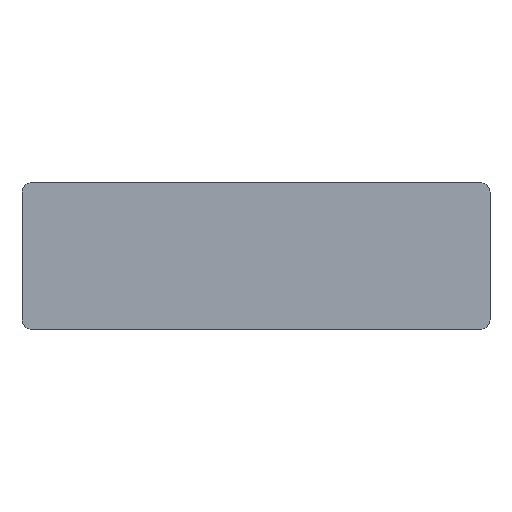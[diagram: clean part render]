
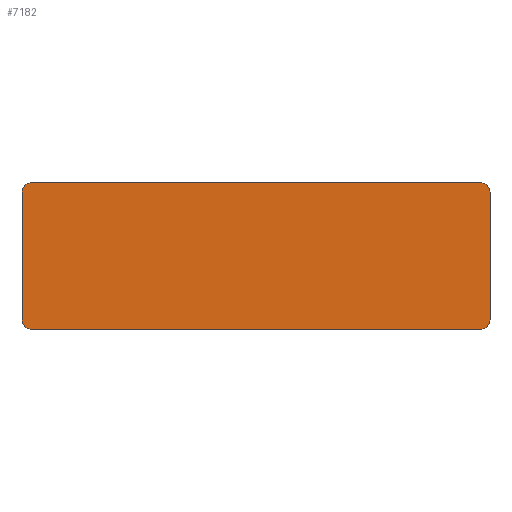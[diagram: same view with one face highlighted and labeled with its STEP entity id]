
A CAD part, front view. The second image highlights one B-rep face of the part: STEP entity #7182.
In plain terms, the highlighted planar face has unit normal (0, -1, 0).
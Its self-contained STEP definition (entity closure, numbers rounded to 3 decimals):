
#2=CARTESIAN_POINT('',(33.5,-22.,-9.5));
#3=DIRECTION('',(0.,1.,0.));
#4=DIRECTION('',(1.,0.,0.));
#5=AXIS2_PLACEMENT_3D('',#2,#3,#4);
#7=DIRECTION('',(1.,0.,0.));
#8=VECTOR('',#7,67.);
#9=CARTESIAN_POINT('',(-33.5,-22.,-11.));
#10=LINE('',#9,#8);
#11=CARTESIAN_POINT('',(-33.5,-22.,-9.5));
#12=DIRECTION('',(0.,-1.,0.));
#13=DIRECTION('',(-1.,0.,0.));
#14=AXIS2_PLACEMENT_3D('',#11,#12,#13);
#16=CARTESIAN_POINT('',(-33.5,-22.,9.5));
#17=DIRECTION('',(0.,1.,0.));
#18=DIRECTION('',(-1.,0.,0.));
#19=AXIS2_PLACEMENT_3D('',#16,#17,#18);
#21=DIRECTION('',(1.,0.,0.));
#22=VECTOR('',#21,67.);
#23=CARTESIAN_POINT('',(-33.5,-22.,11.));
#24=LINE('',#23,#22);
#25=CARTESIAN_POINT('',(33.5,-22.,9.5));
#26=DIRECTION('',(0.,-1.,0.));
#27=DIRECTION('',(1.,0.,0.));
#28=AXIS2_PLACEMENT_3D('',#25,#26,#27);
#42=DIRECTION('',(0.,0.,1.));
#43=VECTOR('',#42,19.);
#44=CARTESIAN_POINT('',(35.,-22.,-9.5));
#45=LINE('',#44,#43);
#3677=DIRECTION('',(0.,0.,-1.));
#3678=VECTOR('',#3677,19.);
#3679=CARTESIAN_POINT('',(-35.,-22.,9.5));
#3680=LINE('',#3679,#3678);
#6540=CARTESIAN_POINT('',(35.,-22.,9.5));
#6541=CARTESIAN_POINT('',(33.5,-22.,11.));
#6542=VERTEX_POINT('',#6540);
#6543=VERTEX_POINT('',#6541);
#6606=CARTESIAN_POINT('',(-35.,-22.,9.5));
#6607=CARTESIAN_POINT('',(-33.5,-22.,11.));
#6608=VERTEX_POINT('',#6606);
#6609=VERTEX_POINT('',#6607);
#6674=CARTESIAN_POINT('',(35.,-22.,-9.5));
#6675=CARTESIAN_POINT('',(33.5,-22.,-11.));
#6676=VERTEX_POINT('',#6674);
#6677=VERTEX_POINT('',#6675);
#6740=CARTESIAN_POINT('',(-35.,-22.,-9.5));
#6741=CARTESIAN_POINT('',(-33.5,-22.,-11.));
#6742=VERTEX_POINT('',#6740);
#6743=VERTEX_POINT('',#6741);
#7159=CARTESIAN_POINT('',(0.,-22.,0.));
#7160=DIRECTION('',(0.,-1.,0.));
#7161=DIRECTION('',(1.,0.,0.));
#7162=AXIS2_PLACEMENT_3D('',#7159,#7160,#7161);
#7163=PLANE('',#7162);
#7165=ORIENTED_EDGE('',*,*,#7164,.F.);
#7167=ORIENTED_EDGE('',*,*,#7166,.T.);
#7169=ORIENTED_EDGE('',*,*,#7168,.F.);
#7171=ORIENTED_EDGE('',*,*,#7170,.F.);
#7173=ORIENTED_EDGE('',*,*,#7172,.F.);
#7175=ORIENTED_EDGE('',*,*,#7174,.T.);
#7177=ORIENTED_EDGE('',*,*,#7176,.T.);
#7179=ORIENTED_EDGE('',*,*,#7178,.F.);
#7180=EDGE_LOOP('',(#7165,#7167,#7169,#7171,#7173,#7175,#7177,#7179));
#7181=FACE_OUTER_BOUND('',#7180,.F.);
#7182=ADVANCED_FACE('',(#7181),#7163,.T.);
#6=CIRCLE('',#5,1.5);
#15=CIRCLE('',#14,1.5);
#20=CIRCLE('',#19,1.5);
#29=CIRCLE('',#28,1.5);
#7164=EDGE_CURVE('',#6676,#6542,#45,.T.);
#7166=EDGE_CURVE('',#6676,#6677,#6,.T.);
#7168=EDGE_CURVE('',#6743,#6677,#10,.T.);
#7170=EDGE_CURVE('',#6742,#6743,#15,.T.);
#7172=EDGE_CURVE('',#6608,#6742,#3680,.T.);
#7174=EDGE_CURVE('',#6608,#6609,#20,.T.);
#7176=EDGE_CURVE('',#6609,#6543,#24,.T.);
#7178=EDGE_CURVE('',#6542,#6543,#29,.T.);
